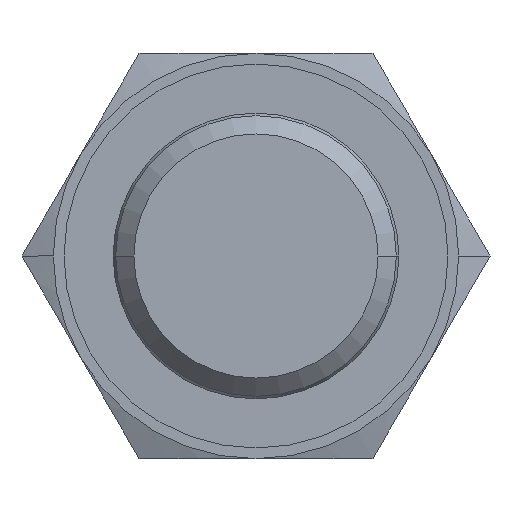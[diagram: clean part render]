
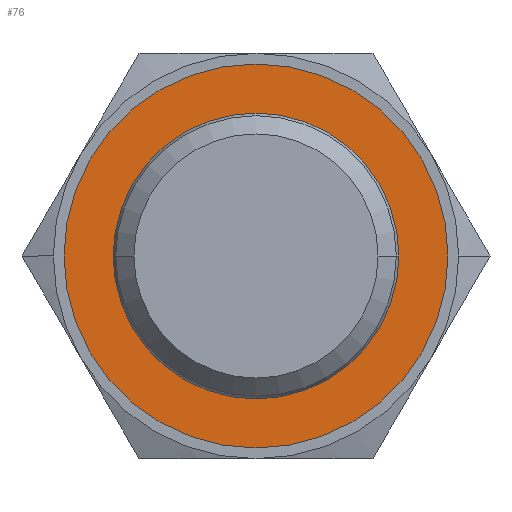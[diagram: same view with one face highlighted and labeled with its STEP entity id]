
A CAD part, front view. The second image highlights one B-rep face of the part: STEP entity #76.
In plain terms, the highlighted planar face has unit normal (0, -1, 0).
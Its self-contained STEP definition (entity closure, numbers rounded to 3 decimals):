
#76=ADVANCED_FACE('',(#152,#153),#154,.F.);
#152=FACE_OUTER_BOUND('',#242,.T.);
#153=FACE_BOUND('',#243,.T.);
#154=PLANE('',#244);
#242=EDGE_LOOP('',(#489,#490));
#243=EDGE_LOOP('',(#491,#492));
#244=AXIS2_PLACEMENT_3D('',#493,#494,#495);
#489=ORIENTED_EDGE('',*,*,#653,.F.);
#490=ORIENTED_EDGE('',*,*,#656,.T.);
#491=ORIENTED_EDGE('',*,*,#657,.F.);
#492=ORIENTED_EDGE('',*,*,#658,.T.);
#493=CARTESIAN_POINT('',(0.0,-2.0,0.0));
#494=DIRECTION('',(0.0,1.0,0.0));
#495=DIRECTION('',(1.0,0.0,-0.0));
#653=EDGE_CURVE('',#785,#786,#787,.T.);
#656=EDGE_CURVE('',#785,#786,#790,.T.);
#657=EDGE_CURVE('',#791,#792,#793,.T.);
#658=EDGE_CURVE('',#791,#792,#794,.T.);
#785=VERTEX_POINT('',#1107);
#786=VERTEX_POINT('',#1108);
#787=CIRCLE('',#1109,9.0);
#790=CIRCLE('',#1114,9.0);
#791=VERTEX_POINT('',#1115);
#792=VERTEX_POINT('',#1116);
#793=CIRCLE('',#1117,6.7);
#794=CIRCLE('',#1118,6.7);
#1107=CARTESIAN_POINT('',(-9.0,-2.0,0.0));
#1108=CARTESIAN_POINT('',(9.0,-2.0,0.0));
#1109=AXIS2_PLACEMENT_3D('',#1261,#1262,#1263);
#1114=AXIS2_PLACEMENT_3D('',#1266,#1267,#1268);
#1115=CARTESIAN_POINT('',(-6.7,-2.0,0.0));
#1116=CARTESIAN_POINT('',(6.7,-2.0,0.0));
#1117=AXIS2_PLACEMENT_3D('',#1269,#1270,#1271);
#1118=AXIS2_PLACEMENT_3D('',#1272,#1273,#1274);
#1261=CARTESIAN_POINT('',(0.0,-2.0,0.0));
#1262=DIRECTION('',(0.0,1.0,0.0));
#1263=DIRECTION('',(-1.0,0.0,0.0));
#1266=CARTESIAN_POINT('',(0.0,-2.0,0.0));
#1267=DIRECTION('',(0.0,-1.0,0.0));
#1268=DIRECTION('',(-1.0,0.0,0.0));
#1269=CARTESIAN_POINT('',(0.0,-2.0,0.0));
#1270=DIRECTION('',(0.0,-1.0,0.0));
#1271=DIRECTION('',(-1.0,0.0,0.0));
#1272=CARTESIAN_POINT('',(0.0,-2.0,0.0));
#1273=DIRECTION('',(0.0,1.0,0.0));
#1274=DIRECTION('',(-1.0,0.0,0.0));
